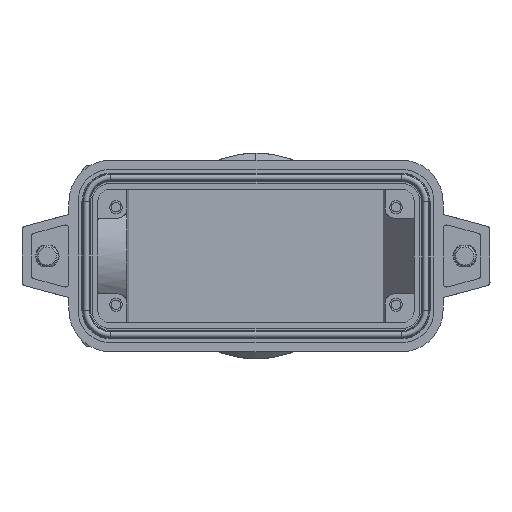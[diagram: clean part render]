
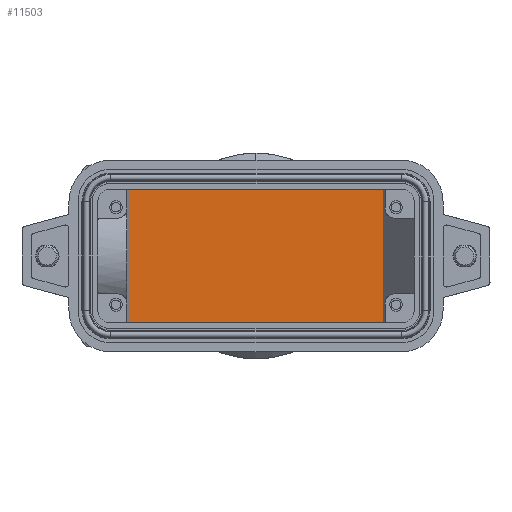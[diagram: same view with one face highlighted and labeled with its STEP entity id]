
A CAD part, front view. The second image highlights one B-rep face of the part: STEP entity #11503.
In plain terms, the highlighted planar face has unit normal (0, -1, 0).
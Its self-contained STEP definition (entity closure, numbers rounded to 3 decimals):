
#2989=DIRECTION('',(-1.,0.,0.));
#2990=VECTOR('',#2989,70.298);
#2991=CARTESIAN_POINT('',(35.149,145.,18.5));
#2992=LINE('',#2991,#2990);
#2993=DIRECTION('',(0.,0.,1.));
#2994=VECTOR('',#2993,37.);
#2995=CARTESIAN_POINT('',(35.149,145.,-18.5));
#2996=LINE('',#2995,#2994);
#2997=DIRECTION('',(1.,0.,0.));
#2998=VECTOR('',#2997,70.298);
#2999=CARTESIAN_POINT('',(-35.149,145.,-18.5));
#3000=LINE('',#2999,#2998);
#3345=DIRECTION('',(0.,0.,1.));
#3346=VECTOR('',#3345,37.);
#3347=CARTESIAN_POINT('',(-35.149,145.,-18.5));
#3348=LINE('',#3347,#3346);
#6512=CARTESIAN_POINT('',(35.149,145.,-18.5));
#6514=VERTEX_POINT('',#6512);
#6515=CARTESIAN_POINT('',(35.149,145.,18.5));
#6516=VERTEX_POINT('',#6515);
#6542=CARTESIAN_POINT('',(-35.149,145.,18.5));
#6544=VERTEX_POINT('',#6542);
#6561=CARTESIAN_POINT('',(-35.149,145.,-18.5));
#6562=VERTEX_POINT('',#6561);
#11489=CARTESIAN_POINT('',(35.149,145.,-18.5));
#11490=DIRECTION('',(0.,1.,0.));
#11491=DIRECTION('',(0.,0.,1.));
#11492=AXIS2_PLACEMENT_3D('',#11489,#11490,#11491);
#11493=PLANE('',#11492);
#11495=ORIENTED_EDGE('',*,*,#11494,.F.);
#11496=ORIENTED_EDGE('',*,*,#11468,.F.);
#11498=ORIENTED_EDGE('',*,*,#11497,.F.);
#11500=ORIENTED_EDGE('',*,*,#11499,.T.);
#11501=EDGE_LOOP('',(#11495,#11496,#11498,#11500));
#11502=FACE_OUTER_BOUND('',#11501,.F.);
#11503=ADVANCED_FACE('',(#11502),#11493,.F.);
#11468=EDGE_CURVE('',#6514,#6516,#2996,.T.);
#11494=EDGE_CURVE('',#6516,#6544,#2992,.T.);
#11497=EDGE_CURVE('',#6562,#6514,#3000,.T.);
#11499=EDGE_CURVE('',#6562,#6544,#3348,.T.);
